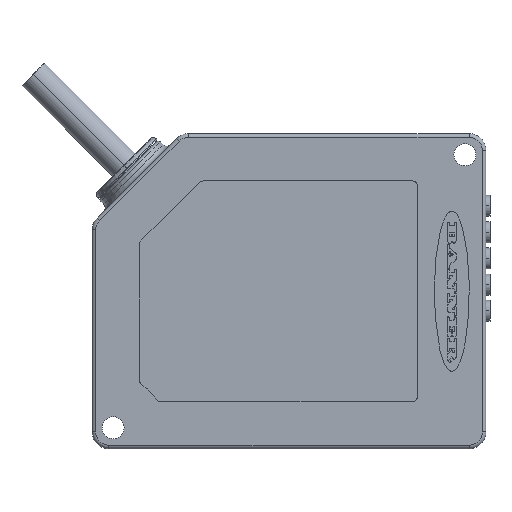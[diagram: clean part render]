
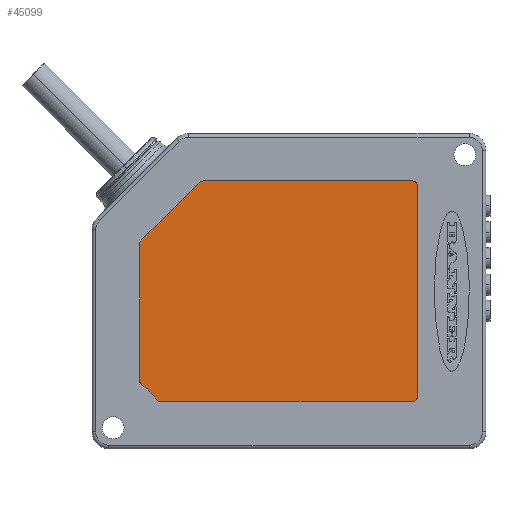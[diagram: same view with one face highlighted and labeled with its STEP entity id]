
A CAD part, front view. The second image highlights one B-rep face of the part: STEP entity #45099.
In plain terms, the highlighted planar face has unit normal (0, -1, 0).
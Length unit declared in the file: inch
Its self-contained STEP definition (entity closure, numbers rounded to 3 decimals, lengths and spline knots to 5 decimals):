
#16072=CARTESIAN_POINT('',(0.83237,0.00984,
-0.3937));
#16073=DIRECTION('',(0.,-1.,0.));
#16074=DIRECTION('',(0.,0.,1.));
#16075=AXIS2_PLACEMENT_3D('',#16072,#16073,#16074);
#16090=CARTESIAN_POINT('',(2.40157,0.00984,
-0.3937));
#16091=DIRECTION('',(0.,-1.,0.));
#16092=DIRECTION('',(1.,0.,0.));
#16093=AXIS2_PLACEMENT_3D('',#16090,#16091,#16092);
#16108=CARTESIAN_POINT('',(2.40157,0.00984,
-1.9685));
#16109=DIRECTION('',(0.,-1.,0.));
#16110=DIRECTION('',(0.,0.,-1.));
#16111=AXIS2_PLACEMENT_3D('',#16108,#16109,#16110);
#16126=CARTESIAN_POINT('',(0.51247,0.00984,
-1.9685));
#16127=DIRECTION('',(0.,-1.,0.));
#16128=DIRECTION('',(-0.842,0.,-0.54));
#16129=AXIS2_PLACEMENT_3D('',#16126,#16127,#16128);
#16144=CARTESIAN_POINT('',(0.3937,0.00984,
-1.84974));
#16145=DIRECTION('',(0.,-1.,0.));
#16146=DIRECTION('',(-1.,0.,0.));
#16147=AXIS2_PLACEMENT_3D('',#16144,#16145,#16146);
#16162=CARTESIAN_POINT('',(0.3937,0.00984,
-0.83237));
#16163=DIRECTION('',(0.,-1.,0.));
#16164=DIRECTION('',(-0.707,0.,0.707));
#16165=AXIS2_PLACEMENT_3D('',#16162,#16163,#16164);
#16167=DIRECTION('',(-1.,0.,0.));
#16168=VECTOR('',#16167,1.56921);
#16169=CARTESIAN_POINT('',(2.40157,0.00984,
-0.35433));
#16170=LINE('',#16169,#16168);
#16171=DIRECTION('',(0.,0.,1.));
#16172=VECTOR('',#16171,1.5748);
#16173=CARTESIAN_POINT('',(2.44094,0.00984,
-1.9685));
#16174=LINE('',#16173,#16172);
#16175=DIRECTION('',(1.,0.,0.));
#16176=VECTOR('',#16175,1.88911);
#16177=CARTESIAN_POINT('',(0.51247,0.00984,
-2.00787));
#16178=LINE('',#16177,#16176);
#16179=CARTESIAN_POINT('',(0.1811,0.00984,
-2.1811));
#16180=DIRECTION('',(0.,1.,0.));
#16181=DIRECTION('',(0.54,0.,0.842));
#16182=AXIS2_PLACEMENT_3D('',#16179,#16180,#16181);
#16184=DIRECTION('',(0.,0.,-1.));
#16185=VECTOR('',#16184,1.01737);
#16186=CARTESIAN_POINT('',(0.35433,0.00984,
-0.83237));
#16187=LINE('',#16186,#16185);
#16188=DIRECTION('',(-0.707,0.,-0.707));
#16189=VECTOR('',#16188,0.62037);
#16190=CARTESIAN_POINT('',(0.80453,0.00984,
-0.36586));
#16191=LINE('',#16190,#16189);
#21901=CARTESIAN_POINT('',(0.80453,0.00984,
-0.36586));
#21903=VERTEX_POINT('',#21901);
#21905=CARTESIAN_POINT('',(0.83237,0.00984,
-0.35433));
#21907=VERTEX_POINT('',#21905);
#21909=CARTESIAN_POINT('',(0.35433,0.00984,
-0.83237));
#21911=VERTEX_POINT('',#21909);
#21913=CARTESIAN_POINT('',(0.36586,0.00984,
-0.80453));
#21915=VERTEX_POINT('',#21913);
#21917=CARTESIAN_POINT('',(0.37244,0.00984,
-1.88287));
#21919=VERTEX_POINT('',#21917);
#21921=CARTESIAN_POINT('',(0.35433,0.00984,
-1.84974));
#21923=VERTEX_POINT('',#21921);
#21925=CARTESIAN_POINT('',(0.51247,0.00984,
-2.00787));
#21927=VERTEX_POINT('',#21925);
#21929=CARTESIAN_POINT('',(0.47933,0.00984,
-1.98976));
#21931=VERTEX_POINT('',#21929);
#21933=CARTESIAN_POINT('',(2.44094,0.00984,
-1.9685));
#21935=VERTEX_POINT('',#21933);
#21937=CARTESIAN_POINT('',(2.40157,0.00984,
-2.00787));
#21939=VERTEX_POINT('',#21937);
#21940=CARTESIAN_POINT('',(2.44094,0.00984,
-0.3937));
#21941=VERTEX_POINT('',#21940);
#21942=CARTESIAN_POINT('',(2.40157,0.00984,
-0.35433));
#21943=VERTEX_POINT('',#21942);
#45080=CARTESIAN_POINT('',(0.,0.00984,0.));
#45081=DIRECTION('',(0.,-1.,0.));
#45082=DIRECTION('',(-1.,0.,0.));
#45083=AXIS2_PLACEMENT_3D('',#45080,#45081,#45082);
#45084=PLANE('',#45083);
#45085=ORIENTED_EDGE('',*,*,#44936,.F.);
#45086=ORIENTED_EDGE('',*,*,#44950,.F.);
#45087=ORIENTED_EDGE('',*,*,#44964,.F.);
#45088=ORIENTED_EDGE('',*,*,#44976,.F.);
#45089=ORIENTED_EDGE('',*,*,#44992,.F.);
#45090=ORIENTED_EDGE('',*,*,#45004,.F.);
#45091=ORIENTED_EDGE('',*,*,#45020,.F.);
#45092=ORIENTED_EDGE('',*,*,#45032,.F.);
#45093=ORIENTED_EDGE('',*,*,#45048,.F.);
#45094=ORIENTED_EDGE('',*,*,#45060,.F.);
#45095=ORIENTED_EDGE('',*,*,#45075,.F.);
#45096=ORIENTED_EDGE('',*,*,#44919,.F.);
#45097=EDGE_LOOP('',(#45085,#45086,#45087,#45088,#45089,#45090,#45091,#45092,
#45093,#45094,#45095,#45096));
#45098=FACE_OUTER_BOUND('',#45097,.F.);
#45099=ADVANCED_FACE('',(#45098),#45084,.T.);
#16076=CIRCLE('',#16075,0.03937);
#16094=CIRCLE('',#16093,0.03937);
#16112=CIRCLE('',#16111,0.03937);
#16130=CIRCLE('',#16129,0.03937);
#16148=CIRCLE('',#16147,0.03937);
#16166=CIRCLE('',#16165,0.03937);
#16183=CIRCLE('',#16182,0.35433);
#44919=EDGE_CURVE('',#21903,#21915,#16191,.T.);
#44936=EDGE_CURVE('',#21907,#21903,#16076,.T.);
#44950=EDGE_CURVE('',#21943,#21907,#16170,.T.);
#44964=EDGE_CURVE('',#21941,#21943,#16094,.T.);
#44976=EDGE_CURVE('',#21935,#21941,#16174,.T.);
#44992=EDGE_CURVE('',#21939,#21935,#16112,.T.);
#45004=EDGE_CURVE('',#21927,#21939,#16178,.T.);
#45020=EDGE_CURVE('',#21931,#21927,#16130,.T.);
#45032=EDGE_CURVE('',#21919,#21931,#16183,.T.);
#45048=EDGE_CURVE('',#21923,#21919,#16148,.T.);
#45060=EDGE_CURVE('',#21911,#21923,#16187,.T.);
#45075=EDGE_CURVE('',#21915,#21911,#16166,.T.);
